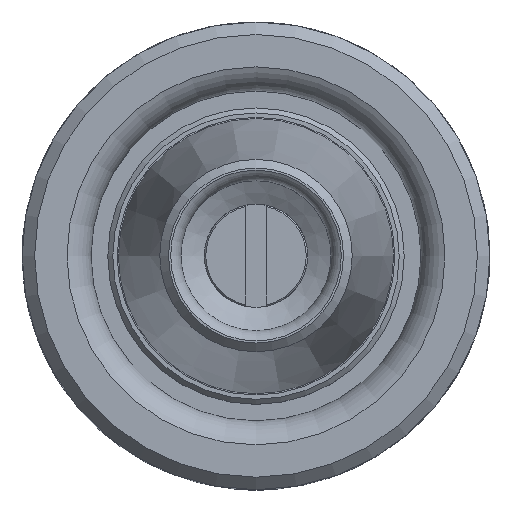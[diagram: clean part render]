
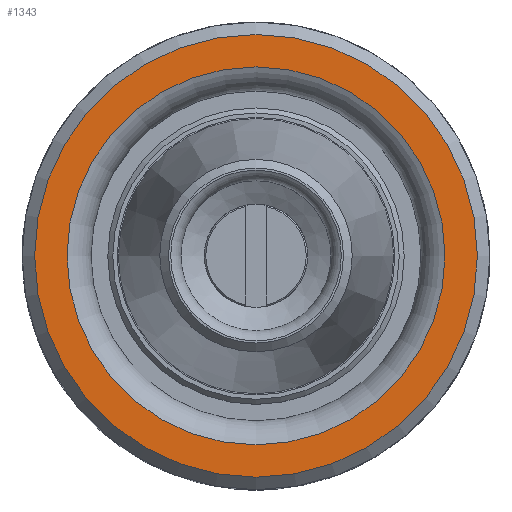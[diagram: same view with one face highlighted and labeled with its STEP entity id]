
A CAD part, top view. The second image highlights one B-rep face of the part: STEP entity #1343.
In plain terms, the highlighted planar face has unit normal (0, 0, 1).
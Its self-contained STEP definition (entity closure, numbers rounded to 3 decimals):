
#114=PLANE('',#1453);
#262=ORIENTED_EDGE('',*,*,#429,.T.);
#263=ORIENTED_EDGE('',*,*,#421,.T.);
#421=EDGE_CURVE('',#521,#521,#593,.T.);
#429=EDGE_CURVE('',#527,#527,#597,.T.);
#521=VERTEX_POINT('',#1947);
#527=VERTEX_POINT('',#1965);
#593=CIRCLE('',#1432,8.85);
#597=CIRCLE('',#1441,7.555);
#677=EDGE_LOOP('',(#262));
#678=EDGE_LOOP('',(#263));
#785=FACE_BOUND('',#677,.T.);
#786=FACE_BOUND('',#678,.T.);
#1343=ADVANCED_FACE('',(#785,#786),#114,.T.);
#1432=AXIS2_PLACEMENT_3D('',#1946,#1620,#1621);
#1441=AXIS2_PLACEMENT_3D('',#1964,#1641,#1642);
#1453=AXIS2_PLACEMENT_3D('',#1983,#1665,#1666);
#1620=DIRECTION('',(0.,0.,1.));
#1621=DIRECTION('',(1.,0.,0.));
#1641=DIRECTION('',(0.,0.,-1.));
#1642=DIRECTION('',(-1.,0.,0.));
#1665=DIRECTION('',(0.,0.,1.));
#1666=DIRECTION('',(1.,0.,0.));
#1946=CARTESIAN_POINT('',(0.,0.,26.5));
#1947=CARTESIAN_POINT('',(8.85,0.,26.5));
#1964=CARTESIAN_POINT('',(0.,0.,26.5));
#1965=CARTESIAN_POINT('',(-7.555,0.,26.5));
#1983=CARTESIAN_POINT('',(6.,0.,26.5));
